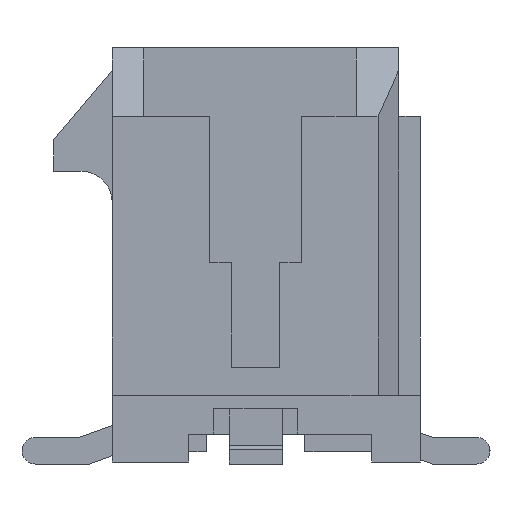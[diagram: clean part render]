
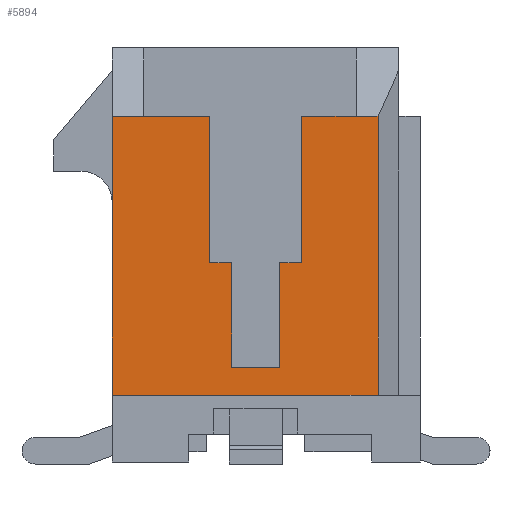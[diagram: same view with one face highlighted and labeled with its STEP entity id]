
A CAD part, left-side view. The second image highlights one B-rep face of the part: STEP entity #5894.
In plain terms, the highlighted planar face has unit normal (-1, 0, 0).
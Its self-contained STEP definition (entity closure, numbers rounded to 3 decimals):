
#1=DIRECTION('',(0.,0.,-1.));
#2=VECTOR('',#1,3.5);
#3=CARTESIAN_POINT('',(-9.325,-1.1,3.315));
#4=LINE('',#3,#2);
#5=DIRECTION('',(0.,1.,0.));
#6=VECTOR('',#5,1.31);
#7=CARTESIAN_POINT('',(-9.325,-2.41,3.315));
#8=LINE('',#7,#6);
#9=DIRECTION('',(0.,-1.,0.));
#10=VECTOR('',#9,0.52);
#11=CARTESIAN_POINT('',(-9.325,-2.41,3.315));
#12=LINE('',#11,#10);
#13=DIRECTION('',(0.,0.,-1.));
#14=VECTOR('',#13,6.67);
#15=CARTESIAN_POINT('',(-9.325,-2.93,3.315));
#16=LINE('',#15,#14);
#17=DIRECTION('',(0.,1.,0.));
#18=VECTOR('',#17,6.36);
#19=CARTESIAN_POINT('',(-9.325,-2.93,-3.355));
#20=LINE('',#19,#18);
#21=DIRECTION('',(0.,0.,1.));
#22=VECTOR('',#21,6.67);
#23=CARTESIAN_POINT('',(-9.325,3.43,-3.355));
#24=LINE('',#23,#22);
#25=DIRECTION('',(0.,-1.,0.));
#26=VECTOR('',#25,0.75);
#27=CARTESIAN_POINT('',(-9.325,3.43,3.315));
#28=LINE('',#27,#26);
#29=DIRECTION('',(0.,1.,0.));
#30=VECTOR('',#29,1.58);
#31=CARTESIAN_POINT('',(-9.325,1.1,3.315));
#32=LINE('',#31,#30);
#33=DIRECTION('',(0.,0.,-1.));
#34=VECTOR('',#33,3.5);
#35=CARTESIAN_POINT('',(-9.325,1.1,3.315));
#36=LINE('',#35,#34);
#37=DIRECTION('',(0.,1.,0.));
#38=VECTOR('',#37,0.525);
#39=CARTESIAN_POINT('',(-9.325,0.575,-0.185));
#40=LINE('',#39,#38);
#41=DIRECTION('',(0.,0.,1.));
#42=VECTOR('',#41,2.5);
#43=CARTESIAN_POINT('',(-9.325,0.575,-2.685));
#44=LINE('',#43,#42);
#45=DIRECTION('',(0.,1.,0.));
#46=VECTOR('',#45,1.15);
#47=CARTESIAN_POINT('',(-9.325,-0.575,-2.685));
#48=LINE('',#47,#46);
#49=DIRECTION('',(0.,0.,-1.));
#50=VECTOR('',#49,2.5);
#51=CARTESIAN_POINT('',(-9.325,-0.575,-0.185));
#52=LINE('',#51,#50);
#53=DIRECTION('',(0.,1.,0.));
#54=VECTOR('',#53,0.525);
#55=CARTESIAN_POINT('',(-9.325,-1.1,-0.185));
#56=LINE('',#55,#54);
#4464=CARTESIAN_POINT('',(-9.325,3.43,3.315));
#4466=VERTEX_POINT('',#4464);
#4515=CARTESIAN_POINT('',(-9.325,2.68,3.315));
#4516=VERTEX_POINT('',#4515);
#4517=CARTESIAN_POINT('',(-9.325,-2.41,3.315));
#4518=VERTEX_POINT('',#4517);
#4707=CARTESIAN_POINT('',(-9.325,-1.1,3.315));
#4708=CARTESIAN_POINT('',(-9.325,-1.1,-0.185));
#4709=VERTEX_POINT('',#4707);
#4710=VERTEX_POINT('',#4708);
#4711=CARTESIAN_POINT('',(-9.325,-0.575,-0.185));
#4712=VERTEX_POINT('',#4711);
#4713=CARTESIAN_POINT('',(-9.325,-0.575,-2.685));
#4714=VERTEX_POINT('',#4713);
#4715=CARTESIAN_POINT('',(-9.325,0.575,-2.685));
#4716=VERTEX_POINT('',#4715);
#4717=CARTESIAN_POINT('',(-9.325,0.575,-0.185));
#4718=VERTEX_POINT('',#4717);
#4719=CARTESIAN_POINT('',(-9.325,1.1,-0.185));
#4720=VERTEX_POINT('',#4719);
#4721=CARTESIAN_POINT('',(-9.325,1.1,3.315));
#4722=VERTEX_POINT('',#4721);
#5129=CARTESIAN_POINT('',(-9.325,3.43,-3.355));
#5130=VERTEX_POINT('',#5129);
#5139=CARTESIAN_POINT('',(-9.325,-2.93,3.315));
#5140=VERTEX_POINT('',#5139);
#5141=CARTESIAN_POINT('',(-9.325,-2.93,-3.355));
#5142=VERTEX_POINT('',#5141);
#5859=CARTESIAN_POINT('',(-9.325,0.,0.));
#5860=DIRECTION('',(1.,0.,0.));
#5861=DIRECTION('',(0.,0.,-1.));
#5862=AXIS2_PLACEMENT_3D('',#5859,#5860,#5861);
#5863=PLANE('',#5862);
#5865=ORIENTED_EDGE('',*,*,#5864,.F.);
#5867=ORIENTED_EDGE('',*,*,#5866,.F.);
#5869=ORIENTED_EDGE('',*,*,#5868,.T.);
#5871=ORIENTED_EDGE('',*,*,#5870,.T.);
#5873=ORIENTED_EDGE('',*,*,#5872,.T.);
#5875=ORIENTED_EDGE('',*,*,#5874,.T.);
#5877=ORIENTED_EDGE('',*,*,#5876,.T.);
#5879=ORIENTED_EDGE('',*,*,#5878,.F.);
#5881=ORIENTED_EDGE('',*,*,#5880,.T.);
#5883=ORIENTED_EDGE('',*,*,#5882,.F.);
#5885=ORIENTED_EDGE('',*,*,#5884,.F.);
#5887=ORIENTED_EDGE('',*,*,#5886,.F.);
#5889=ORIENTED_EDGE('',*,*,#5888,.F.);
#5891=ORIENTED_EDGE('',*,*,#5890,.F.);
#5892=EDGE_LOOP('',(#5865,#5867,#5869,#5871,#5873,#5875,#5877,#5879,#5881,#5883,
#5885,#5887,#5889,#5891));
#5893=FACE_OUTER_BOUND('',#5892,.F.);
#5894=ADVANCED_FACE('',(#5893),#5863,.F.);
#5864=EDGE_CURVE('',#4709,#4710,#4,.T.);
#5866=EDGE_CURVE('',#4518,#4709,#8,.T.);
#5868=EDGE_CURVE('',#4518,#5140,#12,.T.);
#5870=EDGE_CURVE('',#5140,#5142,#16,.T.);
#5872=EDGE_CURVE('',#5142,#5130,#20,.T.);
#5874=EDGE_CURVE('',#5130,#4466,#24,.T.);
#5876=EDGE_CURVE('',#4466,#4516,#28,.T.);
#5878=EDGE_CURVE('',#4722,#4516,#32,.T.);
#5880=EDGE_CURVE('',#4722,#4720,#36,.T.);
#5882=EDGE_CURVE('',#4718,#4720,#40,.T.);
#5884=EDGE_CURVE('',#4716,#4718,#44,.T.);
#5886=EDGE_CURVE('',#4714,#4716,#48,.T.);
#5888=EDGE_CURVE('',#4712,#4714,#52,.T.);
#5890=EDGE_CURVE('',#4710,#4712,#56,.T.);
